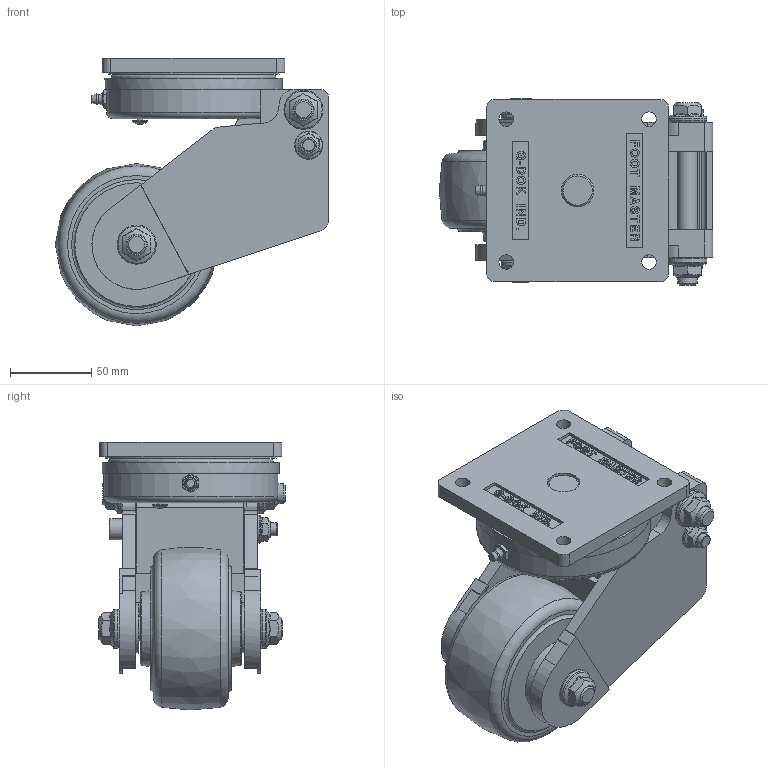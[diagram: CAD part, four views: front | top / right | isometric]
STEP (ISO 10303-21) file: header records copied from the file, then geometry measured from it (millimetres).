
FILE_DESCRIPTION((''),'2;1');
FILE_NAME('GXTS-100A-SF.stp','2010-12-27T14:38:54',('Administrator'),(''),'Autodesk Inventor 2009','Autodesk Inventor 2009','');
FILE_SCHEMA(('AUTOMOTIVE_DESIGN { 1 0 10303 214 1 1 1 1 }'));
Length unit declared in the file: millimetre
Products named in the file (1): GXTS-100A-SF
Bounding box: 168 x 114.5 x 164.7 mm (x, y, z)
Volume: 1131257.8 mm3; surface area: 230146.4 mm2
Topology: 14 solids, 14 shells, 1015 faces, 2847 edges, 1861 vertices
Faces by surface type: plane 713, cylinder 116, bspline 60, sphere 58, cone 34, torus 34
Full cylindrical faces by diameter (mm): 3 x1, 4 x2, 6 x1, 8 x2, 8.1 x2, 9 x4, 9.4 x1, 10.7 x1, 12 x4, 12.1 x2, 12.2 x2, 13 x1, 15 x6, 15.2 x2, 17.4 x1, 18 x1, 20 x2, 21.667 x6, 24 x4, 28.333 x6, 30 x2, 31 x1, 34 x1, 35 x6, 42 x1, 42.6 x1, 58 x1, 60.8 x1, 70 x1, 90 x1
Entity records: 39003 total; most frequent: CARTESIAN_POINT 14146, ORIENTED_EDGE 5096, DIRECTION 4754, EDGE_CURVE 2548, VECTOR 1814, LINE 1814, VERTEX_POINT 1781, AXIS2_PLACEMENT_3D 1470
